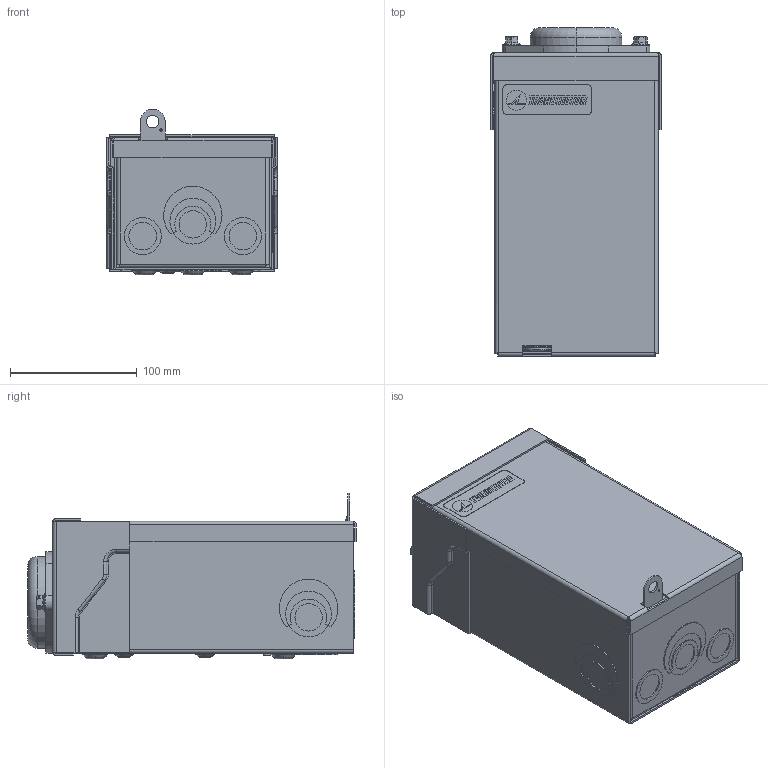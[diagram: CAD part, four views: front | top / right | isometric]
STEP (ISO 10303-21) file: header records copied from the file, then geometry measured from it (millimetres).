
FILE_DESCRIPTION (( 'STEP AP214' ), '1' );
FILE_NAME ('1101-1128-40-E.STEP', '2019-01-25T19:33:58', ( '' ), ( '' ), 'SwSTEP 2.0', 'SolidWorks 2018', '' );
FILE_SCHEMA (( 'AUTOMOTIVE_DESIGN' ));
Length unit declared in the file: inch
Products named in the file (96): 2003-4064; QOB2-4L70RB_Body; SSOVALSLT 0.3125-24x0.3125-S; QOB2-4L70RB_Hex; 1104-15-000; QOB2-4L70RB_Lug1; 1104-15-000-M^1104-15-000; 3750-101-40; 1101-1128-40-E; 1104-15-000-C^1104-15-000; QOB2-4L70RB_top; 2003-2794; 2003-3007; 3750-276-20; 2102-023; 1104-15-000_top^1104-15-000; QOB2-4L70RB_back; 1102-014-38_connector^1104-15-000; 2107-275; SSOVALSLT QOB2-4L70RB; QOB2-4L70RB_Knockout; QOB2-4L70RB_Lug2; 21048822^1104-15-000; QOB2-4L70RB_door; 2003-4074; QOB2-4L70RB_Bar; QOB2-4L70RB_bolt; QOB2-4L70RB_bottom; 2003-1052; QOB2-4L70RB_catch; QOB2-4L70RB_clip; 2003-3019_Hidden No.; QOB2-4L70RB_Bottom; 1104-15-000-P^1104-15-000; 2002-318; 1102-014-38^1104-15-000; 2022-159; QOB2-4L70RB_Term; QOB2-4L70RB_din screw; QOB2-4L70RB_Back ...
Assembly tree (54 placements, depth 6):
  QOB2-4L70RB_Hex
  QOB2-4L70RB_Lug1
  1104-15-000-M^1104-15-000
  QOB2-4L70RB_Lug1
  3750-101-40
Bounding box: 134.62 x 259.84 x 130.76 mm (x, y, z)
Volume: 630322.6 mm3; surface area: 531148.4 mm2
Topology: 66 solids, 66 shells, 5330 faces, 13925 edges, 9037 vertices
Faces by surface type: plane 3186, cylinder 879, bspline 798, cone 327, torus 112, sphere 28
Entity records: 234190 total; most frequent: CARTESIAN_POINT 79431, ORIENTED_EDGE 26108, DIRECTION 21255, EDGE_CURVE 13054, LINE 9273, VECTOR 9273, VERTEX_POINT 8515, AXIS2_PLACEMENT_3D 5991
